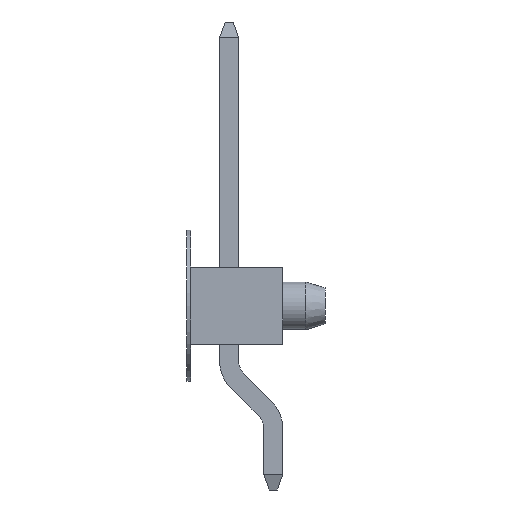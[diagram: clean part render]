
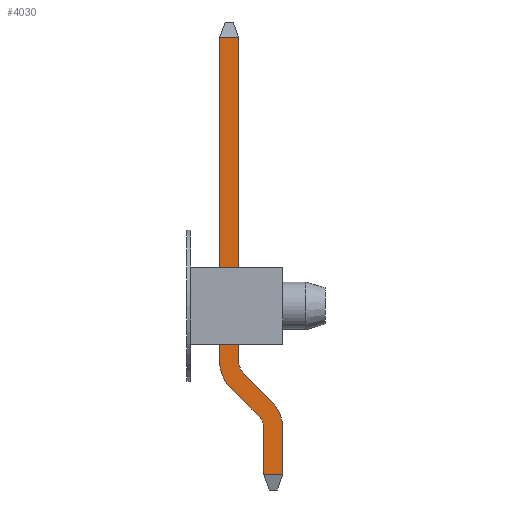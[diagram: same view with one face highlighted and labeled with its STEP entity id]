
A CAD part, left-side view. The second image highlights one B-rep face of the part: STEP entity #4030.
In plain terms, the highlighted planar face has unit normal (-1, 0, 0).
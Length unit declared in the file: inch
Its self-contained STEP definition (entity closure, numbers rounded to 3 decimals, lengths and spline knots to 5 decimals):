
#73=CIRCLE('',#4305,0.025);
#75=CIRCLE('',#4309,0.05);
#77=CIRCLE('',#4312,0.025);
#79=CIRCLE('',#4316,0.05);
#415=ORIENTED_EDGE('',*,*,#1398,.F.);
#416=ORIENTED_EDGE('',*,*,#1420,.F.);
#417=ORIENTED_EDGE('',*,*,#1418,.F.);
#418=ORIENTED_EDGE('',*,*,#1414,.T.);
#419=ORIENTED_EDGE('',*,*,#1511,.F.);
#420=ORIENTED_EDGE('',*,*,#1525,.F.);
#421=ORIENTED_EDGE('',*,*,#1443,.F.);
#422=ORIENTED_EDGE('',*,*,#1411,.F.);
#423=ORIENTED_EDGE('',*,*,#1408,.F.);
#424=ORIENTED_EDGE('',*,*,#1404,.T.);
#425=ORIENTED_EDGE('',*,*,#1402,.F.);
#426=ORIENTED_EDGE('',*,*,#1526,.F.);
#1398=EDGE_CURVE('',#1958,#1956,#2326,.T.);
#1402=EDGE_CURVE('',#1962,#1960,#2330,.T.);
#1404=EDGE_CURVE('',#1964,#1960,#73,.T.);
#1408=EDGE_CURVE('',#1964,#1966,#2334,.T.);
#1411=EDGE_CURVE('',#1966,#1968,#75,.T.);
#1414=EDGE_CURVE('',#1972,#1971,#77,.T.);
#1418=EDGE_CURVE('',#1972,#1974,#2340,.T.);
#1420=EDGE_CURVE('',#1974,#1958,#79,.T.);
#1443=EDGE_CURVE('',#1968,#1993,#2359,.T.);
#1511=EDGE_CURVE('',#2052,#1971,#2427,.T.);
#1525=EDGE_CURVE('',#1993,#2052,#2437,.T.);
#1526=EDGE_CURVE('',#1956,#1962,#2438,.T.);
#1956=VERTEX_POINT('',#5827);
#1958=VERTEX_POINT('',#5831);
#1960=VERTEX_POINT('',#5836);
#1962=VERTEX_POINT('',#5840);
#1964=VERTEX_POINT('',#5846);
#1966=VERTEX_POINT('',#5851);
#1968=VERTEX_POINT('',#5857);
#1971=VERTEX_POINT('',#5865);
#1972=VERTEX_POINT('',#5867);
#1974=VERTEX_POINT('',#5872);
#1993=VERTEX_POINT('',#5925);
#2052=VERTEX_POINT('',#6052);
#2326=LINE('',#5832,#2854);
#2330=LINE('',#5841,#2858);
#2334=LINE('',#5853,#2862);
#2340=LINE('',#5874,#2868);
#2359=LINE('',#5924,#2887);
#2427=LINE('',#6053,#2955);
#2437=LINE('',#6078,#2965);
#2438=LINE('',#6079,#2966);
#2854=VECTOR('',#4724,39.37008);
#2858=VECTOR('',#4730,39.37008);
#2862=VECTOR('',#4742,39.37008);
#2868=VECTOR('',#4762,39.37008);
#2887=VECTOR('',#4807,39.37008);
#2955=VECTOR('',#4877,39.37008);
#2965=VECTOR('',#4905,39.37008);
#2966=VECTOR('',#4906,39.37008);
#3358=EDGE_LOOP('',(#415,#416,#417,#418,#419,#420,#421,#422,#423,#424,#425,
#426));
#3598=FACE_BOUND('',#3358,.T.);
#3814=PLANE('',#4336);
#4030=ADVANCED_FACE('',(#3598),#3814,.F.);
#4305=AXIS2_PLACEMENT_3D('',#5845,#4735,#4736);
#4309=AXIS2_PLACEMENT_3D('',#5859,#4748,#4749);
#4312=AXIS2_PLACEMENT_3D('',#5866,#4755,#4756);
#4316=AXIS2_PLACEMENT_3D('',#5877,#4767,#4768);
#4336=AXIS2_PLACEMENT_3D('',#6077,#4903,#4904);
#4724=DIRECTION('',(0.,-1.,0.));
#4730=DIRECTION('',(0.,1.,0.));
#4735=DIRECTION('',(1.,0.,0.));
#4736=DIRECTION('',(0.,0.,-1.));
#4742=DIRECTION('',(0.,0.707,-0.707));
#4748=DIRECTION('',(1.,0.,0.));
#4749=DIRECTION('',(0.,0.,-1.));
#4755=DIRECTION('',(1.,0.,0.));
#4756=DIRECTION('',(0.,0.,-1.));
#4762=DIRECTION('',(0.,-0.707,0.707));
#4767=DIRECTION('',(1.,0.,0.));
#4768=DIRECTION('',(0.,0.,-1.));
#4807=DIRECTION('',(0.,1.,0.));
#4877=DIRECTION('',(0.,-1.,0.));
#4903=DIRECTION('',(1.,0.,0.));
#4904=DIRECTION('',(0.,0.,-1.));
#4905=DIRECTION('',(0.,0.,1.));
#4906=DIRECTION('',(0.,0.,-1.));
#5827=CARTESIAN_POINT('',(-0.2625,0.02,0.));
#5831=CARTESIAN_POINT('',(-0.2625,0.08,0.));
#5832=CARTESIAN_POINT('',(-0.2625,0.08,0.));
#5836=CARTESIAN_POINT('',(-0.2625,0.08,-0.025));
#5840=CARTESIAN_POINT('',(-0.2625,0.02,-0.025));
#5841=CARTESIAN_POINT('',(-0.2625,0.02,-0.025));
#5845=CARTESIAN_POINT('',(-0.2625,0.08,-0.05));
#5846=CARTESIAN_POINT('',(-0.2625,0.09768,-0.03232));
#5851=CARTESIAN_POINT('',(-0.2625,0.13321,-0.06786));
#5853=CARTESIAN_POINT('',(-0.2625,0.09768,-0.03232));
#5857=CARTESIAN_POINT('',(-0.2625,0.16857,-0.0825));
#5859=CARTESIAN_POINT('',(-0.2625,0.16857,-0.0325));
#5865=CARTESIAN_POINT('',(-0.2625,0.16857,-0.0575));
#5866=CARTESIAN_POINT('',(-0.2625,0.16857,-0.0325));
#5867=CARTESIAN_POINT('',(-0.2625,0.15089,-0.05018));
#5872=CARTESIAN_POINT('',(-0.2625,0.11536,-0.01464));
#5874=CARTESIAN_POINT('',(-0.2625,0.15089,-0.05018));
#5877=CARTESIAN_POINT('',(-0.2625,0.08,-0.05));
#5924=CARTESIAN_POINT('',(-0.2625,0.16857,-0.0825));
#5925=CARTESIAN_POINT('',(-0.2625,0.59,-0.0825));
#6052=CARTESIAN_POINT('',(-0.2625,0.59,-0.0575));
#6053=CARTESIAN_POINT('',(-0.2625,0.59,-0.0575));
#6077=CARTESIAN_POINT('',(-0.2625,0.08,-0.05));
#6078=CARTESIAN_POINT('',(-0.2625,0.59,-0.0825));
#6079=CARTESIAN_POINT('',(-0.2625,0.02,0.));
